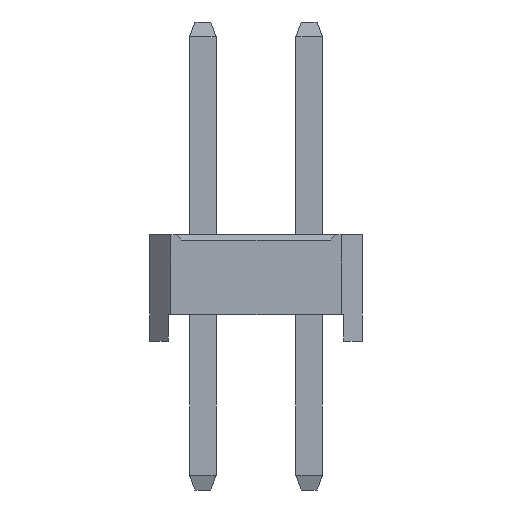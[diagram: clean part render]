
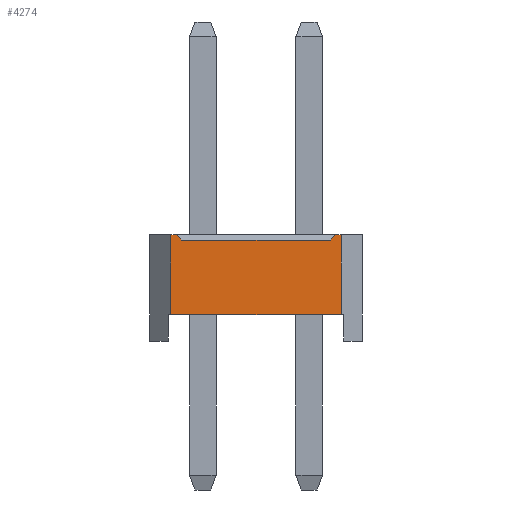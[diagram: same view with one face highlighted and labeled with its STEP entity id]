
A CAD part, left-side view. The second image highlights one B-rep face of the part: STEP entity #4274.
In plain terms, the highlighted planar face has unit normal (-1, 0, 0).
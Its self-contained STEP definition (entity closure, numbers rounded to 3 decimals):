
#4274=ADVANCED_FACE('',(#17188),#17190,.T.);
#17188=FACE_BOUND('',#17189,.T.);
#17189=EDGE_LOOP('',(#27287,#27288,#27289,#27290,#27291,#27292,#27293,#27294));
#17190=PLANE('',#17191);
#17191=AXIS2_PLACEMENT_3D('',#17192,#17193,#17194);
#17192=CARTESIAN_POINT('',(-1.,2.6,0.));
#17193=DIRECTION('',(-1.,0.,0.));
#17194=DIRECTION('',(0.,-1.,0.));
#27287=ORIENTED_EDGE('',*,*,#33522,.F.);
#27288=ORIENTED_EDGE('',*,*,#33523,.T.);
#27289=ORIENTED_EDGE('',*,*,#33524,.F.);
#27290=ORIENTED_EDGE('',*,*,#32131,.F.);
#27291=ORIENTED_EDGE('',*,*,#33525,.F.);
#27292=ORIENTED_EDGE('',*,*,#31620,.T.);
#27293=ORIENTED_EDGE('',*,*,#33521,.T.);
#27294=ORIENTED_EDGE('',*,*,#32135,.F.);
#31620=EDGE_CURVE('',#35209,#35207,#35210,.T.);
#32131=EDGE_CURVE('',#36229,#36231,#36232,.T.);
#32135=EDGE_CURVE('',#36237,#36239,#36240,.T.);
#33521=EDGE_CURVE('',#35207,#36239,#38542,.T.);
#33522=EDGE_CURVE('',#38543,#36237,#38544,.F.);
#33523=EDGE_CURVE('',#38543,#38545,#38546,.T.);
#33524=EDGE_CURVE('',#36231,#38545,#38547,.F.);
#33525=EDGE_CURVE('',#35209,#36229,#38548,.T.);
#35207=VERTEX_POINT('',#41026);
#35209=VERTEX_POINT('',#41030);
#35210=LINE('',#41031,#41032);
#36229=VERTEX_POINT('',#43070);
#36231=VERTEX_POINT('',#43074);
#36232=LINE('',#43075,#43076);
#36237=VERTEX_POINT('',#43086);
#36239=VERTEX_POINT('',#43090);
#36240=LINE('',#43091,#43092);
#38542=LINE('',#48165,#48166);
#38543=VERTEX_POINT('',#48168);
#38544=LINE('',#48169,#48170);
#38545=VERTEX_POINT('',#48172);
#38546=LINE('',#48173,#48174);
#38547=LINE('',#48176,#48177);
#38548=LINE('',#48179,#48180);
#41026=CARTESIAN_POINT('',(-1.,-0.6,0.5));
#41030=CARTESIAN_POINT('',(-1.,2.6,0.5));
#41031=CARTESIAN_POINT('',(-1.,2.6,0.5));
#41032=VECTOR('',#41033,1.);
#41033=DIRECTION('',(0.,-1.,0.));
#43070=CARTESIAN_POINT('',(-1.,2.6,2.));
#43074=CARTESIAN_POINT('',(-1.,2.5,2.));
#43075=CARTESIAN_POINT('',(-1.,2.6,2.));
#43076=VECTOR('',#43077,1.);
#43077=DIRECTION('',(0.,-1.,0.));
#43086=CARTESIAN_POINT('',(-1.,-0.5,2.));
#43090=CARTESIAN_POINT('',(-1.,-0.6,2.));
#43091=CARTESIAN_POINT('',(-1.,-0.5,2.));
#43092=VECTOR('',#43093,1.);
#43093=DIRECTION('',(0.,-1.,0.));
#48165=CARTESIAN_POINT('',(-1.,-0.6,0.5));
#48166=VECTOR('',#48167,1.);
#48167=DIRECTION('',(0.,0.,1.));
#48168=CARTESIAN_POINT('',(-1.,-0.4,1.9));
#48169=CARTESIAN_POINT('',(-1.,-0.5,2.));
#48170=VECTOR('',#48171,1.);
#48171=DIRECTION('',(0.,0.707,-0.707));
#48172=CARTESIAN_POINT('',(-1.,2.4,1.9));
#48173=CARTESIAN_POINT('',(-1.,-0.4,1.9));
#48174=VECTOR('',#48175,1.);
#48175=DIRECTION('',(0.,1.,0.));
#48176=CARTESIAN_POINT('',(-1.,2.4,1.9));
#48177=VECTOR('',#48178,1.);
#48178=DIRECTION('',(0.,0.707,0.707));
#48179=CARTESIAN_POINT('',(-1.,2.6,0.5));
#48180=VECTOR('',#48181,1.);
#48181=DIRECTION('',(0.,0.,1.));
